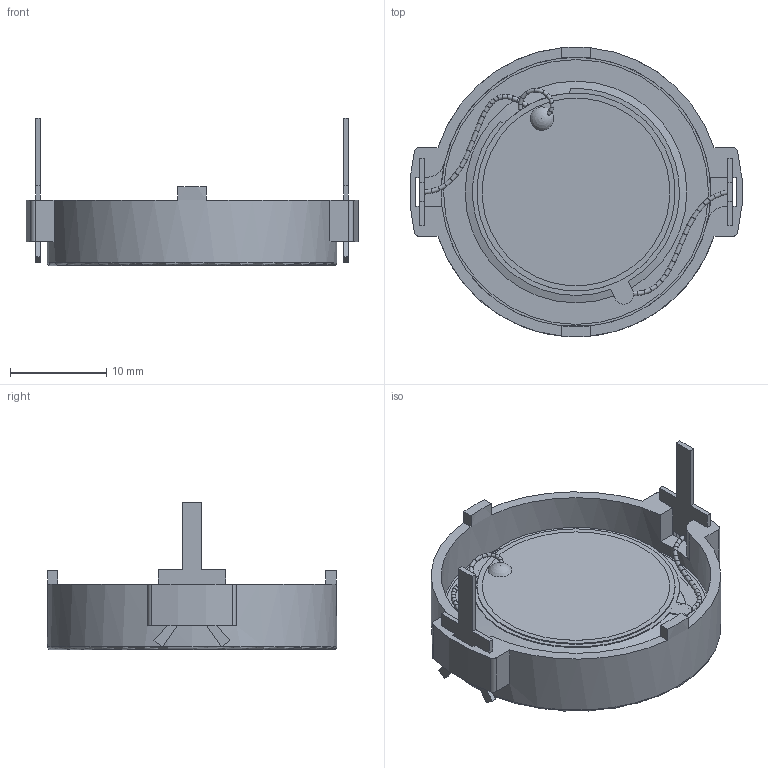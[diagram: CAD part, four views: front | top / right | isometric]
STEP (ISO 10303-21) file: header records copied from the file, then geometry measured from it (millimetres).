
FILE_DESCRIPTION(/* description */ (''),/* implementation_level */ '2;1');
FILE_NAME(/* name */ 'AT-3050-TT-R.stp',/* time_stamp */ '2020-06-02T11:35:04-04:00',/* author */ ('VanDenBroek'),/* organization */ (''),/* preprocessor_version */ 'ST-DEVELOPER v16.1',/* originating_system */ 'Autodesk Inventor 2016',/* authorisation */ '');
FILE_SCHEMA (('AUTOMOTIVE_DESIGN { 1 0 10303 214 3 1 1 }'));
Length unit declared in the file: millimetre
Products named in the file (6): 21.5yadianpian; 3007chajiao; 3007zhenmo; LPT3007AZ waike; LPT3007AZ_asm; AT-3050-TT-R
Assembly tree (6 placements, depth 2):
  AT-3050-TT-R
    21.5yadianpian
    3007chajiao  x2
    3007zhenmo
    LPT3007AZ waike
    LPT3007AZ_asm
Bounding box: 34.48 x 30.09 x 15.3 mm (x, y, z)
Volume: 1652.7 mm3; surface area: 7449.9 mm2
Topology: 15 solids, 15 shells, 206 faces, 471 edges, 293 vertices
Faces by surface type: plane 110, torus 69, cylinder 22, sphere 3, cone 2
Full cylindrical faces by diameter (mm): 4 x1, 10.1 x1, 19.5 x2, 20.6 x2, 25.2 x1, 27.5 x1, 28 x1, 30.1 x1
Entity records: 4755 total; most frequent: DIRECTION 848, CARTESIAN_POINT 760, ORIENTED_EDGE 638, AXIS2_PLACEMENT_3D 333, EDGE_CURVE 319, EDGE_LOOP 274, VERTEX_POINT 245, FACE_OUTER_BOUND 184
